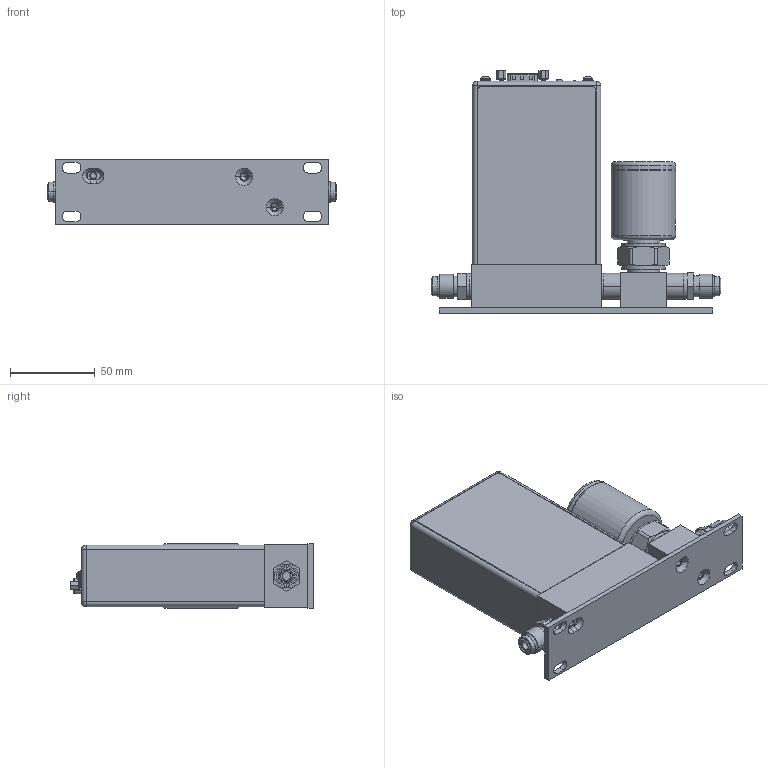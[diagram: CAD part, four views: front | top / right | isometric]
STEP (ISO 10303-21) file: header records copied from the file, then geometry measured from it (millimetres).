
FILE_DESCRIPTION((''),'2;1');
FILE_NAME('1040814_W-VALVE_RS-485_ASM','2012-07-11T',('cockrofm'),('MKS Instruments, Inc.'),'PRO/ENGINEER BY PARAMETRIC TECHNOLOGY CORPORATION, 2009060','PRO/ENGINEER BY PARAMETRIC TECHNOLOGY CORPORATION, 2009060','');
FILE_SCHEMA(('CONFIG_CONTROL_DESIGN'));
Length unit declared in the file: inch
Products named in the file (26): 119000_MNTG-PLATE; 1041553_FLOWBODY_NOT-USED; 116407-P1; 120405_SOLENOID-NO-WIRES_ASM; 1041562_ENCLOSURE_SOLID-TOP; 1041560_BRACKET; 1041561_BRACKET; 1041615_PWB; 110-8017_CONN-2POS-SINGLE; 1041767_LED; 110-0187-3-PIN-HEADER; 1041769_LED; 072-8550_MJTP1236E; 1038688_CONN_RJ45; 1036797; 1041616_MAIN_PWR-BD_ASM; 159-8960_EMI_SHEILD_9PIN; 1016309-001; 1042610_LABEL_TOP_RS-485; 1011702-002_4-40_PAN-HD-SEMS; 1042639-002_REAR; 1042639-001_FRT; 1040814_9-PIN_NO_OUTLET_FITTING_ASM; 116653-P1_FULL-VALVE; 116475_FTG-4VCR-PLUG; 1040814_W-VALVE_RS-485_ASM
Assembly tree (30 placements, depth 4):
  1040814_W-VALVE_RS-485_ASM
    119000_MNTG-PLATE
    1040814_9-PIN_NO_OUTLET_FITTING_ASM
      1041553_FLOWBODY_NOT-USED
      116407-P1
      120405_SOLENOID-NO-WIRES_ASM
      1041562_ENCLOSURE_SOLID-TOP
      1041560_BRACKET
      1041561_BRACKET
      1041616_MAIN_PWR-BD_ASM
        1041615_PWB
        110-8017_CONN-2POS-SINGLE
        1041767_LED
        110-0187-3-PIN-HEADER
        1041769_LED
        072-8550_MJTP1236E
        1038688_CONN_RJ45
        1036797
      159-8960_EMI_SHEILD_9PIN
      1016309-001  x2
      1042610_LABEL_TOP_RS-485
      1011702-002_4-40_PAN-HD-SEMS  x5
      1042639-002_REAR
      1042639-001_FRT
    116653-P1_FULL-VALVE
    116475_FTG-4VCR-PLUG
Bounding box: 170.31 x 142.85 x 38.17 mm (x, y, z)
Volume: 215663.3 mm3; surface area: 158068.1 mm2
Topology: 27 solids, 44 shells, 1634 faces, 4013 edges, 2558 vertices
Faces by surface type: plane 838, cylinder 452, bspline 122, torus 100, cone 66, sphere 32, extrusion 24
Entity records: 43375 total; most frequent: CARTESIAN_POINT 9780, DIRECTION 7107, ORIENTED_EDGE 6578, EDGE_CURVE 3361, AXIS2_PLACEMENT_3D 2501, VERTEX_POINT 2167, VECTOR 2105, LINE 2081
